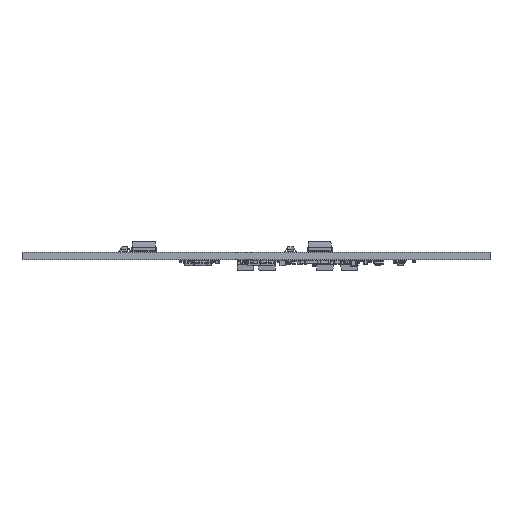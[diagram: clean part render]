
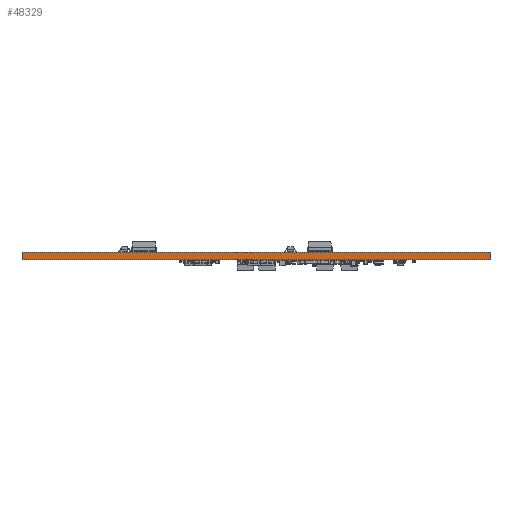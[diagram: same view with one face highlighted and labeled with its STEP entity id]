
A CAD part, left-side view. The second image highlights one B-rep face of the part: STEP entity #48329.
In plain terms, the highlighted planar face has unit normal (-1, 0, 0).
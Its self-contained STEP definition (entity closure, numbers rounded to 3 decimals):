
#46951 = PLANE('',#46952);
#46952 = AXIS2_PLACEMENT_3D('',#46953,#46954,#46955);
#46953 = CARTESIAN_POINT('',(151.87,-99.199,1.58));
#46954 = DIRECTION('',(-0.,-0.,-1.));
#46955 = DIRECTION('',(-1.,0.,0.));
#47005 = PLANE('',#47006);
#47006 = AXIS2_PLACEMENT_3D('',#47007,#47008,#47009);
#47007 = CARTESIAN_POINT('',(151.87,-99.199,0.));
#47008 = DIRECTION('',(-0.,-0.,-1.));
#47009 = DIRECTION('',(-1.,0.,0.));
#47038 = PLANE('',#47039);
#47039 = AXIS2_PLACEMENT_3D('',#47040,#47041,#47042);
#47040 = CARTESIAN_POINT('',(110.57,-46.61,0.));
#47041 = DIRECTION('',(0.,1.,0.));
#47042 = DIRECTION('',(1.,0.,0.));
#47338 = VERTEX_POINT('',#47339);
#47339 = CARTESIAN_POINT('',(110.57,-144.61,0.));
#47353 = PLANE('',#47354);
#47354 = AXIS2_PLACEMENT_3D('',#47355,#47356,#47357);
#47355 = CARTESIAN_POINT('',(131.556,-144.61,0.));
#47356 = DIRECTION('',(0.,-1.,0.));
#47357 = DIRECTION('',(-1.,0.,0.));
#47365 = EDGE_CURVE('',#47338,#47366,#47368,.T.);
#47366 = VERTEX_POINT('',#47367);
#47367 = CARTESIAN_POINT('',(110.57,-46.61,0.));
#47368 = SURFACE_CURVE('',#47369,(#47373,#47380),.PCURVE_S1.);
#47369 = LINE('',#47370,#47371);
#47370 = CARTESIAN_POINT('',(110.57,-144.61,0.));
#47371 = VECTOR('',#47372,1.);
#47372 = DIRECTION('',(0.,1.,0.));
#47373 = PCURVE('',#47005,#47374);
#47374 = DEFINITIONAL_REPRESENTATION('',(#47375),#47379);
#47375 = LINE('',#47376,#47377);
#47376 = CARTESIAN_POINT('',(41.3,-45.411));
#47377 = VECTOR('',#47378,1.);
#47378 = DIRECTION('',(0.,1.));
#47379 = ( GEOMETRIC_REPRESENTATION_CONTEXT(2) 
PARAMETRIC_REPRESENTATION_CONTEXT() REPRESENTATION_CONTEXT('2D SPACE',''
  ) );
#47380 = PCURVE('',#47381,#47386);
#47381 = PLANE('',#47382);
#47382 = AXIS2_PLACEMENT_3D('',#47383,#47384,#47385);
#47383 = CARTESIAN_POINT('',(110.57,-144.61,0.));
#47384 = DIRECTION('',(-1.,0.,0.));
#47385 = DIRECTION('',(0.,1.,0.));
#47386 = DEFINITIONAL_REPRESENTATION('',(#47387),#47391);
#47387 = LINE('',#47388,#47389);
#47388 = CARTESIAN_POINT('',(0.,0.));
#47389 = VECTOR('',#47390,1.);
#47390 = DIRECTION('',(1.,0.));
#47391 = ( GEOMETRIC_REPRESENTATION_CONTEXT(2) 
PARAMETRIC_REPRESENTATION_CONTEXT() REPRESENTATION_CONTEXT('2D SPACE',''
  ) );
#47909 = VERTEX_POINT('',#47910);
#47910 = CARTESIAN_POINT('',(110.57,-144.61,1.58));
#47931 = EDGE_CURVE('',#47909,#47932,#47934,.T.);
#47932 = VERTEX_POINT('',#47933);
#47933 = CARTESIAN_POINT('',(110.57,-46.61,1.58));
#47934 = SURFACE_CURVE('',#47935,(#47939,#47946),.PCURVE_S1.);
#47935 = LINE('',#47936,#47937);
#47936 = CARTESIAN_POINT('',(110.57,-144.61,1.58));
#47937 = VECTOR('',#47938,1.);
#47938 = DIRECTION('',(0.,1.,0.));
#47939 = PCURVE('',#46951,#47940);
#47940 = DEFINITIONAL_REPRESENTATION('',(#47941),#47945);
#47941 = LINE('',#47942,#47943);
#47942 = CARTESIAN_POINT('',(41.3,-45.411));
#47943 = VECTOR('',#47944,1.);
#47944 = DIRECTION('',(0.,1.));
#47945 = ( GEOMETRIC_REPRESENTATION_CONTEXT(2) 
PARAMETRIC_REPRESENTATION_CONTEXT() REPRESENTATION_CONTEXT('2D SPACE',''
  ) );
#47946 = PCURVE('',#47381,#47947);
#47947 = DEFINITIONAL_REPRESENTATION('',(#47948),#47952);
#47948 = LINE('',#47949,#47950);
#47949 = CARTESIAN_POINT('',(0.,-1.58));
#47950 = VECTOR('',#47951,1.);
#47951 = DIRECTION('',(1.,0.));
#47952 = ( GEOMETRIC_REPRESENTATION_CONTEXT(2) 
PARAMETRIC_REPRESENTATION_CONTEXT() REPRESENTATION_CONTEXT('2D SPACE',''
  ) );
#48279 = EDGE_CURVE('',#47366,#47932,#48280,.T.);
#48280 = SURFACE_CURVE('',#48281,(#48285,#48292),.PCURVE_S1.);
#48281 = LINE('',#48282,#48283);
#48282 = CARTESIAN_POINT('',(110.57,-46.61,0.));
#48283 = VECTOR('',#48284,1.);
#48284 = DIRECTION('',(0.,0.,1.));
#48285 = PCURVE('',#47038,#48286);
#48286 = DEFINITIONAL_REPRESENTATION('',(#48287),#48291);
#48287 = LINE('',#48288,#48289);
#48288 = CARTESIAN_POINT('',(0.,0.));
#48289 = VECTOR('',#48290,1.);
#48290 = DIRECTION('',(0.,-1.));
#48291 = ( GEOMETRIC_REPRESENTATION_CONTEXT(2) 
PARAMETRIC_REPRESENTATION_CONTEXT() REPRESENTATION_CONTEXT('2D SPACE',''
  ) );
#48292 = PCURVE('',#47381,#48293);
#48293 = DEFINITIONAL_REPRESENTATION('',(#48294),#48298);
#48294 = LINE('',#48295,#48296);
#48295 = CARTESIAN_POINT('',(98.,0.));
#48296 = VECTOR('',#48297,1.);
#48297 = DIRECTION('',(0.,-1.));
#48298 = ( GEOMETRIC_REPRESENTATION_CONTEXT(2) 
PARAMETRIC_REPRESENTATION_CONTEXT() REPRESENTATION_CONTEXT('2D SPACE',''
  ) );
#48329 = ADVANCED_FACE('',(#48330),#47381,.T.);
#48330 = FACE_BOUND('',#48331,.T.);
#48331 = EDGE_LOOP('',(#48332,#48353,#48354,#48355));
#48332 = ORIENTED_EDGE('',*,*,#48333,.T.);
#48333 = EDGE_CURVE('',#47338,#47909,#48334,.T.);
#48334 = SURFACE_CURVE('',#48335,(#48339,#48346),.PCURVE_S1.);
#48335 = LINE('',#48336,#48337);
#48336 = CARTESIAN_POINT('',(110.57,-144.61,0.));
#48337 = VECTOR('',#48338,1.);
#48338 = DIRECTION('',(0.,0.,1.));
#48339 = PCURVE('',#47381,#48340);
#48340 = DEFINITIONAL_REPRESENTATION('',(#48341),#48345);
#48341 = LINE('',#48342,#48343);
#48342 = CARTESIAN_POINT('',(0.,0.));
#48343 = VECTOR('',#48344,1.);
#48344 = DIRECTION('',(0.,-1.));
#48345 = ( GEOMETRIC_REPRESENTATION_CONTEXT(2) 
PARAMETRIC_REPRESENTATION_CONTEXT() REPRESENTATION_CONTEXT('2D SPACE',''
  ) );
#48346 = PCURVE('',#47353,#48347);
#48347 = DEFINITIONAL_REPRESENTATION('',(#48348),#48352);
#48348 = LINE('',#48349,#48350);
#48349 = CARTESIAN_POINT('',(20.986,0.));
#48350 = VECTOR('',#48351,1.);
#48351 = DIRECTION('',(0.,-1.));
#48352 = ( GEOMETRIC_REPRESENTATION_CONTEXT(2) 
PARAMETRIC_REPRESENTATION_CONTEXT() REPRESENTATION_CONTEXT('2D SPACE',''
  ) );
#48353 = ORIENTED_EDGE('',*,*,#47931,.T.);
#48354 = ORIENTED_EDGE('',*,*,#48279,.F.);
#48355 = ORIENTED_EDGE('',*,*,#47365,.F.);
